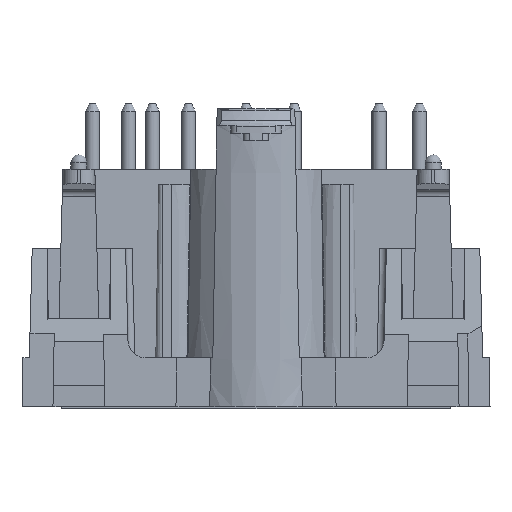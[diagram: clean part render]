
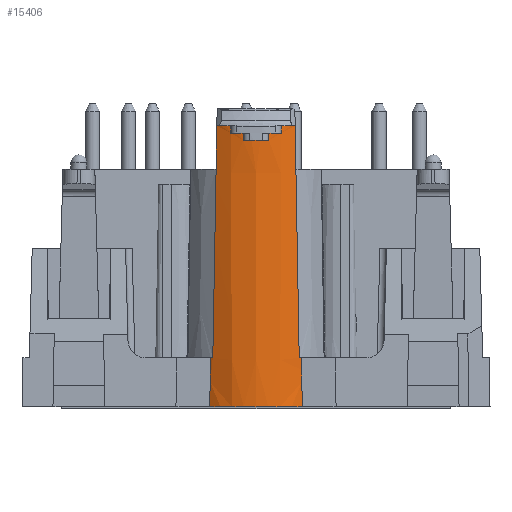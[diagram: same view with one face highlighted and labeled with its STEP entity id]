
A CAD part, left-side view. The second image highlights one B-rep face of the part: STEP entity #15406.
In plain terms, the highlighted conical face has half-angle 0.356 degrees and reference radius 5.5 mm.
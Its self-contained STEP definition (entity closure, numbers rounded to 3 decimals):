
#263=ELLIPSE('',#16156,430.867,7.027);
#264=ELLIPSE('',#16172,430.867,7.027);
#331=ELLIPSE('',#16328,255.779,4.172);
#332=ELLIPSE('',#16331,255.779,4.172);
#3071=CIRCLE('',#16154,5.5);
#3072=CIRCLE('',#16158,5.6);
#3073=CIRCLE('',#16161,5.597);
#3074=CIRCLE('',#16164,5.594);
#3075=CIRCLE('',#16167,5.597);
#3076=CIRCLE('',#16170,5.6);
#3078=CIRCLE('',#16175,5.5);
#3090=CIRCLE('',#16330,5.479);
#4065=ORIENTED_EDGE('',*,*,#7121,.F.);
#4066=ORIENTED_EDGE('',*,*,#7122,.F.);
#4067=ORIENTED_EDGE('',*,*,#6876,.T.);
#4068=ORIENTED_EDGE('',*,*,#6873,.F.);
#4069=ORIENTED_EDGE('',*,*,#6871,.T.);
#4070=ORIENTED_EDGE('',*,*,#6869,.T.);
#4071=ORIENTED_EDGE('',*,*,#6867,.T.);
#4072=ORIENTED_EDGE('',*,*,#6865,.T.);
#4073=ORIENTED_EDGE('',*,*,#6863,.T.);
#4074=ORIENTED_EDGE('',*,*,#6861,.T.);
#4075=ORIENTED_EDGE('',*,*,#6859,.T.);
#4076=ORIENTED_EDGE('',*,*,#6857,.T.);
#4077=ORIENTED_EDGE('',*,*,#6855,.T.);
#4078=ORIENTED_EDGE('',*,*,#6853,.F.);
#4079=ORIENTED_EDGE('',*,*,#6852,.T.);
#4080=ORIENTED_EDGE('',*,*,#7120,.T.);
#6852=EDGE_CURVE('',#8478,#8479,#3071,.T.);
#6853=EDGE_CURVE('',#8478,#8480,#263,.F.);
#6855=EDGE_CURVE('',#8481,#8480,#3072,.T.);
#6857=EDGE_CURVE('',#8482,#8481,#9497,.T.);
#6859=EDGE_CURVE('',#8483,#8482,#3073,.T.);
#6861=EDGE_CURVE('',#8484,#8483,#9498,.T.);
#6863=EDGE_CURVE('',#8485,#8484,#3074,.T.);
#6865=EDGE_CURVE('',#8486,#8485,#9499,.T.);
#6867=EDGE_CURVE('',#8487,#8486,#3075,.T.);
#6869=EDGE_CURVE('',#8488,#8487,#9500,.T.);
#6871=EDGE_CURVE('',#8489,#8488,#3076,.T.);
#6873=EDGE_CURVE('',#8489,#8490,#264,.F.);
#6876=EDGE_CURVE('',#8491,#8490,#3078,.T.);
#7120=EDGE_CURVE('',#8479,#8666,#331,.F.);
#7121=EDGE_CURVE('',#8667,#8666,#3090,.F.);
#7122=EDGE_CURVE('',#8491,#8667,#332,.T.);
#8478=VERTEX_POINT('',#20980);
#8479=VERTEX_POINT('',#20982);
#8480=VERTEX_POINT('',#20986);
#8481=VERTEX_POINT('',#20990);
#8482=VERTEX_POINT('',#21000);
#8483=VERTEX_POINT('',#21004);
#8484=VERTEX_POINT('',#21014);
#8485=VERTEX_POINT('',#21018);
#8486=VERTEX_POINT('',#21028);
#8487=VERTEX_POINT('',#21032);
#8488=VERTEX_POINT('',#21042);
#8489=VERTEX_POINT('',#21046);
#8490=VERTEX_POINT('',#21050);
#8491=VERTEX_POINT('',#21057);
#8666=VERTEX_POINT('',#21645);
#8667=VERTEX_POINT('',#21649);
#9497=B_SPLINE_CURVE_WITH_KNOTS('',3,(#20993,#20994,#20995,#20996,#20997,
#20998,#20999),.UNSPECIFIED.,.F.,.F.,(4,3,4),(0.002,0.002,
0.002),.UNSPECIFIED.);
#9498=B_SPLINE_CURVE_WITH_KNOTS('',3,(#21007,#21008,#21009,#21010,#21011,
#21012,#21013),.UNSPECIFIED.,.F.,.F.,(4,3,4),(0.002,0.002,
0.002),.UNSPECIFIED.);
#9499=B_SPLINE_CURVE_WITH_KNOTS('',3,(#21021,#21022,#21023,#21024,#21025,
#21026,#21027),.UNSPECIFIED.,.F.,.F.,(4,3,4),(0.002,0.002,
0.002),.UNSPECIFIED.);
#9500=B_SPLINE_CURVE_WITH_KNOTS('',3,(#21035,#21036,#21037,#21038,#21039,
#21040,#21041),.UNSPECIFIED.,.F.,.F.,(4,3,4),(0.002,0.002,
0.002),.UNSPECIFIED.);
#9853=EDGE_LOOP('',(#4065,#4066,#4067,#4068,#4069,#4070,#4071,#4072,#4073,
#4074,#4075,#4076,#4077,#4078,#4079,#4080));
#10717=FACE_BOUND('',#9853,.T.);
#11424=CONICAL_SURFACE('',#16329,5.5,0.006);
#15406=ADVANCED_FACE('',(#10717),#11424,.T.);
#16154=AXIS2_PLACEMENT_3D('',#20983,#17478,#17479);
#16156=AXIS2_PLACEMENT_3D('',#20985,#17482,#17483);
#16158=AXIS2_PLACEMENT_3D('',#20989,#17487,#17488);
#16161=AXIS2_PLACEMENT_3D('',#21003,#17495,#17496);
#16164=AXIS2_PLACEMENT_3D('',#21017,#17503,#17504);
#16167=AXIS2_PLACEMENT_3D('',#21031,#17511,#17512);
#16170=AXIS2_PLACEMENT_3D('',#21045,#17519,#17520);
#16172=AXIS2_PLACEMENT_3D('',#21049,#17524,#17525);
#16175=AXIS2_PLACEMENT_3D('',#21058,#17530,#17531);
#16328=AXIS2_PLACEMENT_3D('',#21646,#17989,#17990);
#16329=AXIS2_PLACEMENT_3D('',#21647,#17991,#17992);
#16330=AXIS2_PLACEMENT_3D('',#21648,#17993,#17994);
#16331=AXIS2_PLACEMENT_3D('',#21650,#17995,#17996);
#17478=DIRECTION('',(0.,0.,-1.));
#17479=DIRECTION('',(-1.,0.,0.));
#17482=DIRECTION('',(0.,-1.,-0.017));
#17483=DIRECTION('',(0.,-0.017,1.));
#17487=DIRECTION('',(0.,0.,-1.));
#17488=DIRECTION('',(-1.,0.,0.));
#17495=DIRECTION('',(0.,0.,-1.));
#17496=DIRECTION('',(-1.,0.,0.));
#17503=DIRECTION('',(0.,0.,-1.));
#17504=DIRECTION('',(-1.,0.,0.));
#17511=DIRECTION('',(0.,0.,-1.));
#17512=DIRECTION('',(-1.,0.,0.));
#17519=DIRECTION('',(0.,0.,-1.));
#17520=DIRECTION('',(-1.,0.,0.));
#17524=DIRECTION('',(0.,1.,-0.017));
#17525=DIRECTION('',(0.,0.017,1.));
#17530=DIRECTION('',(0.,0.,-1.));
#17531=DIRECTION('',(-1.,0.,0.));
#17989=DIRECTION('',(1.,0.,0.017));
#17990=DIRECTION('',(-0.017,0.,1.));
#17991=DIRECTION('',(0.,0.,1.));
#17992=DIRECTION('',(-1.,0.,0.));
#17993=DIRECTION('',(0.,0.,1.));
#17994=DIRECTION('',(1.,0.,0.));
#17995=DIRECTION('',(1.,0.,0.017));
#17996=DIRECTION('',(-0.017,0.,1.));
#20980=CARTESIAN_POINT('',(-32.11,3.,3.4));
#20982=CARTESIAN_POINT('',(-32.,3.162,3.4));
#20983=CARTESIAN_POINT('',(-27.5,0.,3.4));
#20985=CARTESIAN_POINT('',(-27.5,-2.676,328.565));
#20986=CARTESIAN_POINT('',(-32.396,2.719,19.5));
#20989=CARTESIAN_POINT('',(-27.5,0.,19.5));
#20990=CARTESIAN_POINT('',(-32.82,1.75,19.5));
#20993=CARTESIAN_POINT('',(-32.816,1.75,19.));
#20994=CARTESIAN_POINT('',(-32.817,1.75,19.05));
#20995=CARTESIAN_POINT('',(-32.817,1.75,19.1));
#20996=CARTESIAN_POINT('',(-32.817,1.75,19.15));
#20997=CARTESIAN_POINT('',(-32.818,1.75,19.267));
#20998=CARTESIAN_POINT('',(-32.819,1.75,19.383));
#20999=CARTESIAN_POINT('',(-32.82,1.75,19.5));
#21000=CARTESIAN_POINT('',(-32.816,1.75,19.));
#21003=CARTESIAN_POINT('',(-27.5,0.,19.));
#21004=CARTESIAN_POINT('',(-33.024,0.9,19.));
#21007=CARTESIAN_POINT('',(-33.021,0.9,18.5));
#21008=CARTESIAN_POINT('',(-33.021,0.9,18.542));
#21009=CARTESIAN_POINT('',(-33.021,0.9,18.583));
#21010=CARTESIAN_POINT('',(-33.022,0.9,18.625));
#21011=CARTESIAN_POINT('',(-33.022,0.9,18.75));
#21012=CARTESIAN_POINT('',(-33.023,0.9,18.875));
#21013=CARTESIAN_POINT('',(-33.024,0.9,19.));
#21014=CARTESIAN_POINT('',(-33.021,0.9,18.5));
#21017=CARTESIAN_POINT('',(-27.5,0.,18.5));
#21018=CARTESIAN_POINT('',(-33.021,-0.9,18.5));
#21021=CARTESIAN_POINT('',(-33.024,-0.9,19.));
#21022=CARTESIAN_POINT('',(-33.023,-0.9,18.875));
#21023=CARTESIAN_POINT('',(-33.022,-0.9,18.75));
#21024=CARTESIAN_POINT('',(-33.022,-0.9,18.625));
#21025=CARTESIAN_POINT('',(-33.021,-0.9,18.583));
#21026=CARTESIAN_POINT('',(-33.021,-0.9,18.542));
#21027=CARTESIAN_POINT('',(-33.021,-0.9,18.5));
#21028=CARTESIAN_POINT('',(-33.024,-0.9,19.));
#21031=CARTESIAN_POINT('',(-27.5,0.,19.));
#21032=CARTESIAN_POINT('',(-32.816,-1.75,19.));
#21035=CARTESIAN_POINT('',(-32.82,-1.75,19.5));
#21036=CARTESIAN_POINT('',(-32.819,-1.75,19.383));
#21037=CARTESIAN_POINT('',(-32.818,-1.75,19.267));
#21038=CARTESIAN_POINT('',(-32.817,-1.75,19.15));
#21039=CARTESIAN_POINT('',(-32.817,-1.75,19.1));
#21040=CARTESIAN_POINT('',(-32.817,-1.75,19.05));
#21041=CARTESIAN_POINT('',(-32.816,-1.75,19.));
#21042=CARTESIAN_POINT('',(-32.82,-1.75,19.5));
#21045=CARTESIAN_POINT('',(-27.5,0.,19.5));
#21046=CARTESIAN_POINT('',(-32.396,-2.719,19.5));
#21049=CARTESIAN_POINT('',(-27.5,2.676,328.565));
#21050=CARTESIAN_POINT('',(-32.11,-3.,3.4));
#21057=CARTESIAN_POINT('',(-32.,-3.162,3.4));
#21058=CARTESIAN_POINT('',(-27.5,0.,3.4));
#21645=CARTESIAN_POINT('',(-31.941,3.209,0.));
#21646=CARTESIAN_POINT('',(-29.088,0.,-163.403));
#21647=CARTESIAN_POINT('',(-27.5,0.,3.4));
#21648=CARTESIAN_POINT('',(-27.5,0.,0.));
#21649=CARTESIAN_POINT('',(-31.941,-3.209,0.));
#21650=CARTESIAN_POINT('',(-29.088,0.,-163.403));
